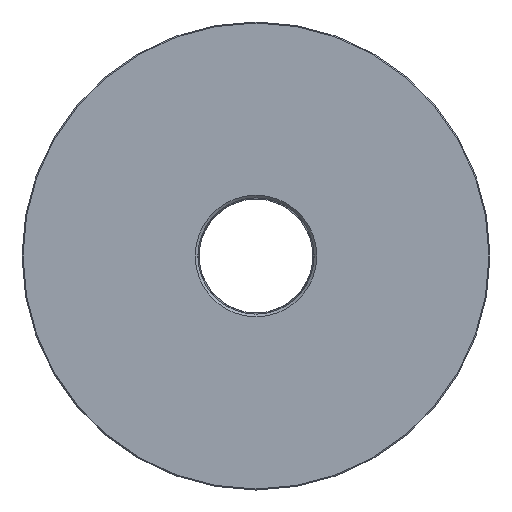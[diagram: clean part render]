
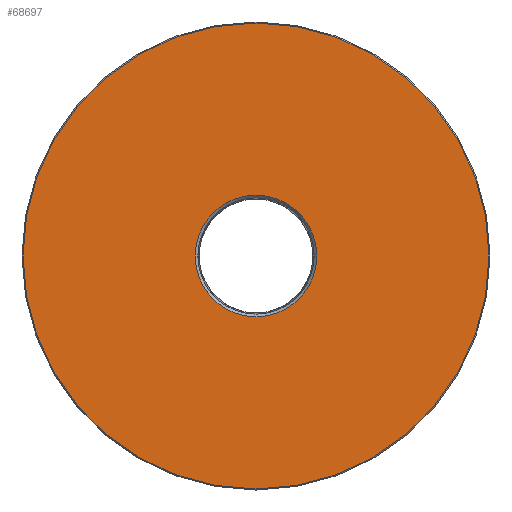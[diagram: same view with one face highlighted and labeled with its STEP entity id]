
A CAD part, front view. The second image highlights one B-rep face of the part: STEP entity #68697.
In plain terms, the highlighted planar face has unit normal (0, -1, 0).
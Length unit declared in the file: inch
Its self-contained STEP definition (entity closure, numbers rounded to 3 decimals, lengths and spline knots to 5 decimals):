
#68646=CARTESIAN_POINT('',(4.5425,0.,0.));
#68647=VERTEX_POINT('',#68646);
#68648=CARTESIAN_POINT('',(0.0,0.,0.0));
#68649=DIRECTION('',(0.0,1.0,0.0));
#68650=DIRECTION('',(-1.0,0.0,0.0));
#68651=AXIS2_PLACEMENT_3D('',#68648,#68649,#68650);
#68652=CIRCLE('',#68651,4.5425);
#68653=EDGE_CURVE('',#68647,#68647,#68652,.T.);
#68678=CARTESIAN_POINT('',(2.84866,0.,0.0));
#68679=DIRECTION('',(0.0,-1.0,0.0));
#68680=DIRECTION('',(0.0,0.0,-1.0));
#68681=AXIS2_PLACEMENT_3D('',#68678,#68679,#68680);
#68682=PLANE('',#68681);
#68683=ORIENTED_EDGE('',*,*,#68653,.F.);
#68684=EDGE_LOOP('',(#68683));
#68685=FACE_OUTER_BOUND('',#68684,.T.);
#68686=CARTESIAN_POINT('',(1.18483,0.0,0.));
#68687=VERTEX_POINT('',#68686);
#68688=CARTESIAN_POINT('',(0.0,0.0,0.0));
#68689=DIRECTION('',(0.0,-1.0,0.0));
#68690=DIRECTION('',(-1.0,0.0,0.0));
#68691=AXIS2_PLACEMENT_3D('',#68688,#68689,#68690);
#68692=CIRCLE('',#68691,1.18483);
#68693=EDGE_CURVE('',#68687,#68687,#68692,.T.);
#68694=ORIENTED_EDGE('',*,*,#68693,.F.);
#68695=EDGE_LOOP('',(#68694));
#68696=FACE_BOUND('',#68695,.T.);
#68697=ADVANCED_FACE('',(#68685,#68696),#68682,.T.);
